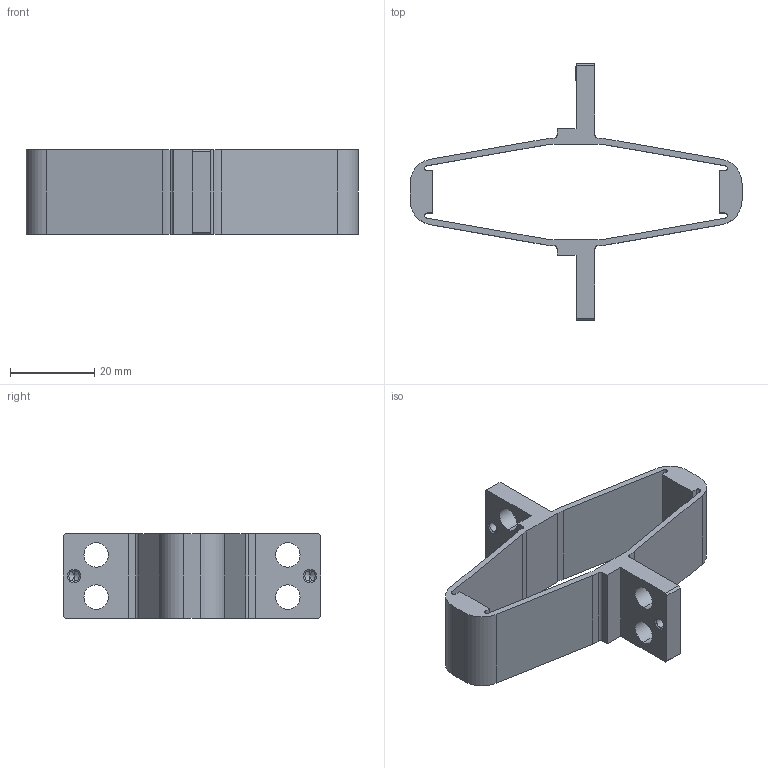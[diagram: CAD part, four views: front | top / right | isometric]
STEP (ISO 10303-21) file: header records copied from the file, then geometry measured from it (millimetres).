
FILE_DESCRIPTION (( 'STEP AP214' ), '1' );
FILE_NAME ('apa300ml_structure.STEP', '2021-03-18T16:06:22', ( '' ), ( '' ), 'SwSTEP 2.0', 'SolidWorks 2020', '' );
FILE_SCHEMA (( 'AUTOMOTIVE_DESIGN' ));
Length unit declared in the file: millimetre
Products named in the file (1): apa300ml_structure
Bounding box: 78.79 x 61 x 20 mm (x, y, z)
Volume: 9565.6 mm3; surface area: 9692.8 mm2
Topology: 1 solids, 1 shells, 76 faces, 214 edges, 138 vertices
Faces by surface type: cylinder 34, plane 34, cone 8
Entity records: 2492 total; most frequent: DIRECTION 436, CARTESIAN_POINT 425, ORIENTED_EDGE 420, EDGE_CURVE 210, AXIS2_PLACEMENT_3D 149, LINE 138, VERTEX_POINT 138, VECTOR 138
